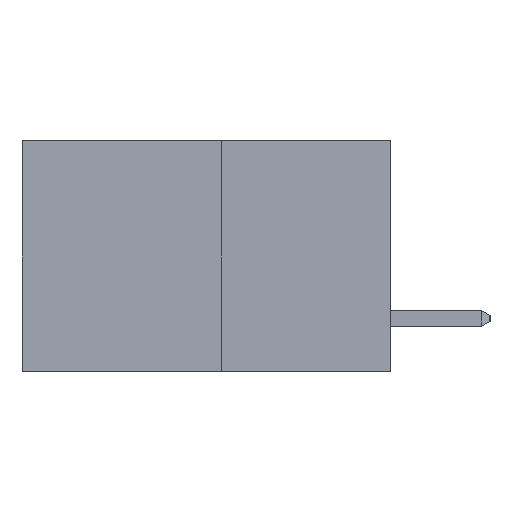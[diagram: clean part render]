
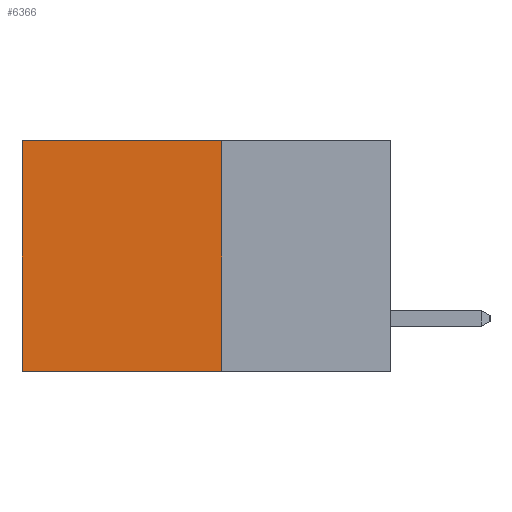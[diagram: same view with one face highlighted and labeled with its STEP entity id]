
A CAD part, left-side view. The second image highlights one B-rep face of the part: STEP entity #6366.
In plain terms, the highlighted planar face has unit normal (-1, 0, 0).
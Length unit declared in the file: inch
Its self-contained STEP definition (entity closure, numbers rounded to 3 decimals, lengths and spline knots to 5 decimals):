
#2560 = VECTOR ( 'NONE', #20255, 39.37008 ) ;
#3875 = ORIENTED_EDGE ( 'NONE', *, *, #18133, .F. ) ;
#5071 = CARTESIAN_POINT ( 'NONE',  ( 0.277, 0.27, -0.37 ) ) ;
#5382 = ORIENTED_EDGE ( 'NONE', *, *, #8181, .T. ) ;
#5759 = EDGE_CURVE ( 'NONE', #24738, #12029, #17139, .T. ) ;
#5822 = CARTESIAN_POINT ( 'NONE',  ( 0.277, 0.27, 0. ) ) ;
#5964 = VERTEX_POINT ( 'NONE', #5071 ) ;
#6366 = ADVANCED_FACE ( 'NONE', ( #9051 ), #21998, .F. ) ;
#6450 = VECTOR ( 'NONE', #17691, 39.37008 ) ;
#8181 = EDGE_CURVE ( 'NONE', #22082, #24738, #17625, .T. ) ;
#8307 = DIRECTION ( 'NONE',  ( 1., 0., 0. ) ) ;
#8429 = CARTESIAN_POINT ( 'NONE',  ( 0.277, 0.59, -0.37 ) ) ;
#9051 = FACE_OUTER_BOUND ( 'NONE', #10165, .T. ) ;
#10165 = EDGE_LOOP ( 'NONE', ( #13465, #22354, #3875, #5382 ) ) ;
#10447 = VECTOR ( 'NONE', #17154, 39.37008 ) ;
#12029 = VERTEX_POINT ( 'NONE', #16071 ) ;
#12247 = CARTESIAN_POINT ( 'NONE',  ( 0.277, 0.27, -0.37 ) ) ;
#13465 = ORIENTED_EDGE ( 'NONE', *, *, #5759, .T. ) ;
#14052 = LINE ( 'NONE', #17538, #18663 ) ;
#14232 = CARTESIAN_POINT ( 'NONE',  ( 0.277, 0.59, 0. ) ) ;
#14335 = EDGE_CURVE ( 'NONE', #5964, #12029, #14052, .T. ) ;
#15542 = DIRECTION ( 'NONE',  ( 0., 1., 0. ) ) ;
#16071 = CARTESIAN_POINT ( 'NONE',  ( 0.277, 0.59, -0.37 ) ) ;
#16339 = CARTESIAN_POINT ( 'NONE',  ( 0.277, 0.27, 0. ) ) ;
#17139 = LINE ( 'NONE', #8429, #2560 ) ;
#17154 = DIRECTION ( 'NONE',  ( 0., 0., -1. ) ) ;
#17538 = CARTESIAN_POINT ( 'NONE',  ( 0.277, 0.27, -0.37 ) ) ;
#17625 = LINE ( 'NONE', #5822, #6450 ) ;
#17691 = DIRECTION ( 'NONE',  ( 0., 1., 0. ) ) ;
#18133 = EDGE_CURVE ( 'NONE', #22082, #5964, #25495, .T. ) ;
#18663 = VECTOR ( 'NONE', #15542, 39.37008 ) ;
#20255 = DIRECTION ( 'NONE',  ( 0., 0., -1. ) ) ;
#21998 = PLANE ( 'NONE',  #24350 ) ;
#22082 = VERTEX_POINT ( 'NONE', #16339 ) ;
#22086 = DIRECTION ( 'NONE',  ( 0., 0., -1. ) ) ;
#22354 = ORIENTED_EDGE ( 'NONE', *, *, #14335, .F. ) ;
#24350 = AXIS2_PLACEMENT_3D ( 'NONE', #12247, #8307, #22086 ) ;
#24738 = VERTEX_POINT ( 'NONE', #14232 ) ;
#25008 = CARTESIAN_POINT ( 'NONE',  ( 0.277, 0.27, -0.37 ) ) ;
#25495 = LINE ( 'NONE', #25008, #10447 ) ;
